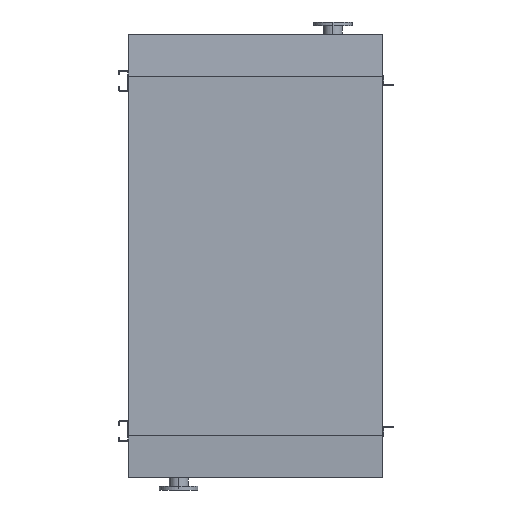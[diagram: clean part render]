
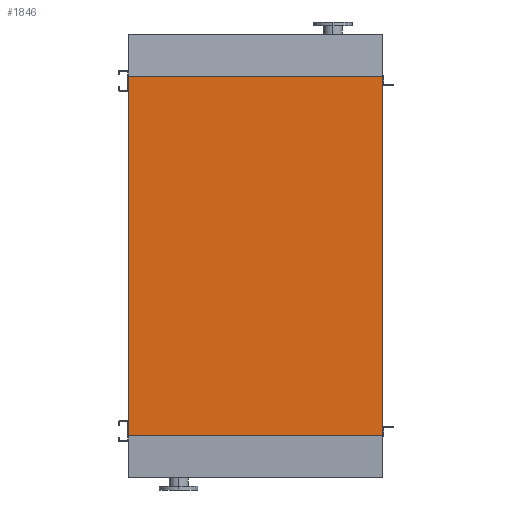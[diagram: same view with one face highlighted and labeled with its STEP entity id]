
A CAD part, front view. The second image highlights one B-rep face of the part: STEP entity #1846.
In plain terms, the highlighted planar face has unit normal (0, -1, 0).
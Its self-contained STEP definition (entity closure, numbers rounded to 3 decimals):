
#104 = VERTEX_POINT ( 'NONE', #9103 ) ;
#318 = DIRECTION ( 'NONE',  ( 0., 0., -1. ) ) ;
#701 = DIRECTION ( 'NONE',  ( 0., 0., 1. ) ) ;
#726 = CARTESIAN_POINT ( 'NONE',  ( -725., 0., -2050. ) ) ;
#899 = CARTESIAN_POINT ( 'NONE',  ( -725., 0., 0. ) ) ;
#1235 = CARTESIAN_POINT ( 'NONE',  ( 725., 0., 0. ) ) ;
#1398 = EDGE_CURVE ( 'NONE', #9410, #7182, #7102, .T. ) ;
#1741 = DIRECTION ( 'NONE',  ( 0., -1., 0. ) ) ;
#1846 = ADVANCED_FACE ( 'NONE', ( #5664 ), #8760, .T. ) ;
#2217 = CARTESIAN_POINT ( 'NONE',  ( -725., 0., -2050. ) ) ;
#2483 = DIRECTION ( 'NONE',  ( 1., 0., 0. ) ) ;
#2973 = DIRECTION ( 'NONE',  ( 0., 0., 1. ) ) ;
#3098 = LINE ( 'NONE', #8281, #3239 ) ;
#3239 = VECTOR ( 'NONE', #701, 1000. ) ;
#3281 = AXIS2_PLACEMENT_3D ( 'NONE', #8050, #1741, #318 ) ;
#3473 = CARTESIAN_POINT ( 'NONE',  ( -725., 0., -2050. ) ) ;
#3659 = CARTESIAN_POINT ( 'NONE',  ( -725., 0., 0. ) ) ;
#3690 = EDGE_CURVE ( 'NONE', #8231, #104, #4653, .T. ) ;
#4653 = LINE ( 'NONE', #2217, #8309 ) ;
#4998 = EDGE_LOOP ( 'NONE', ( #5936, #5641, #6667, #5119 ) ) ;
#5119 = ORIENTED_EDGE ( 'NONE', *, *, #9383, .T. ) ;
#5641 = ORIENTED_EDGE ( 'NONE', *, *, #8651, .F. ) ;
#5664 = FACE_OUTER_BOUND ( 'NONE', #4998, .T. ) ;
#5936 = ORIENTED_EDGE ( 'NONE', *, *, #1398, .F. ) ;
#6667 = ORIENTED_EDGE ( 'NONE', *, *, #3690, .T. ) ;
#6892 = DIRECTION ( 'NONE',  ( 1., 0., 0. ) ) ;
#7102 = LINE ( 'NONE', #899, #7653 ) ;
#7182 = VERTEX_POINT ( 'NONE', #1235 ) ;
#7653 = VECTOR ( 'NONE', #2483, 1000. ) ;
#7694 = LINE ( 'NONE', #726, #10027 ) ;
#8050 = CARTESIAN_POINT ( 'NONE',  ( -725., 0., -2050. ) ) ;
#8231 = VERTEX_POINT ( 'NONE', #3473 ) ;
#8281 = CARTESIAN_POINT ( 'NONE',  ( 725., 0., -2050. ) ) ;
#8309 = VECTOR ( 'NONE', #6892, 1000. ) ;
#8651 = EDGE_CURVE ( 'NONE', #8231, #9410, #7694, .T. ) ;
#8760 = PLANE ( 'NONE',  #3281 ) ;
#9103 = CARTESIAN_POINT ( 'NONE',  ( 725., 0., -2050. ) ) ;
#9383 = EDGE_CURVE ( 'NONE', #104, #7182, #3098, .T. ) ;
#9410 = VERTEX_POINT ( 'NONE', #3659 ) ;
#10027 = VECTOR ( 'NONE', #2973, 1000. ) ;
